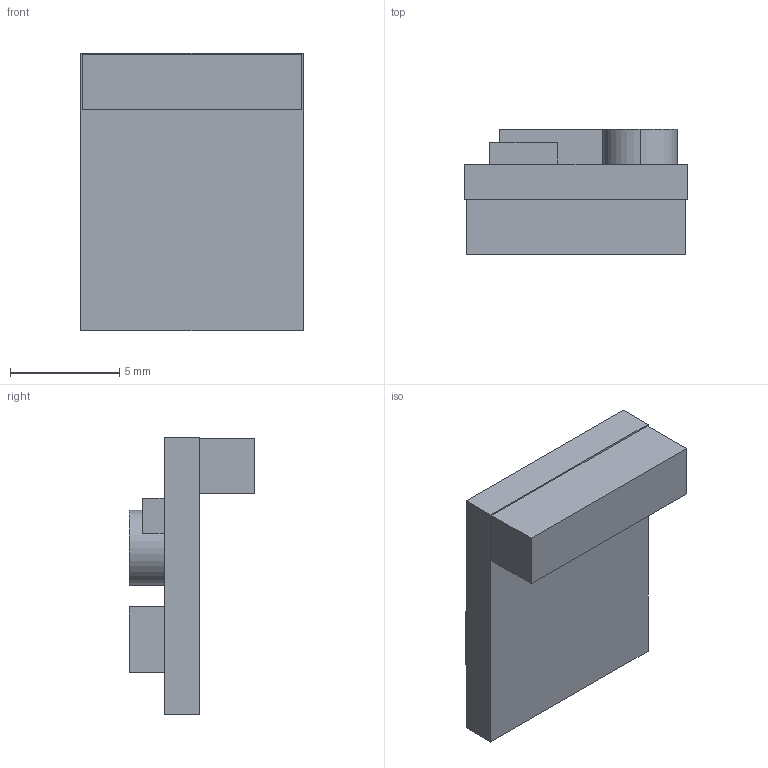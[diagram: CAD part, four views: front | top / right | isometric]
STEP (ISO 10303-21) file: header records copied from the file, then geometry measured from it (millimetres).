
FILE_DESCRIPTION (( 'STEP AP214' ), '1' );
FILE_NAME ('Pololu_D24V5Fx.STEP', '2020-12-17T01:15:36', ( '' ), ( '' ), 'SwSTEP 2.0', 'SolidWorks 2017', '' );
FILE_SCHEMA (( 'AUTOMOTIVE_DESIGN' ));
Length unit declared in the file: millimetre
Products named in the file (1): Pololu_D24V5Fx
Bounding box: 10.16 x 5.74 x 12.7 mm (x, y, z)
Volume: 316.1 mm3; surface area: 458.5 mm2
Topology: 1 solids, 1 shells, 147 faces, 381 edges, 254 vertices
Faces by surface type: plane 114, bspline 31, cylinder 2
Entity records: 8008 total; most frequent: CARTESIAN_POINT 3046, ORIENTED_EDGE 762, DIRECTION 557, EDGE_CURVE 381, VECTOR 315, LINE 315, VERTEX_POINT 254, EDGE_LOOP 165
